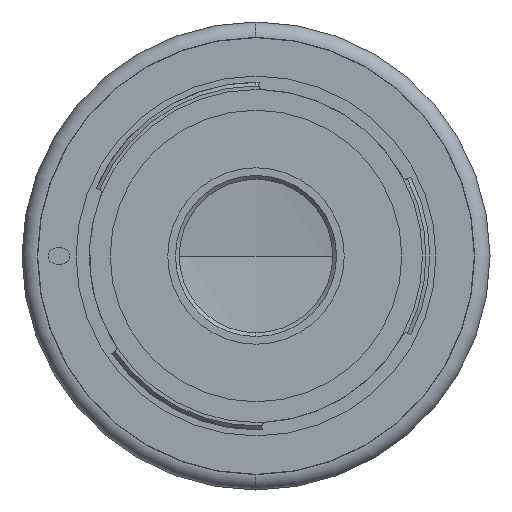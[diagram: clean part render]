
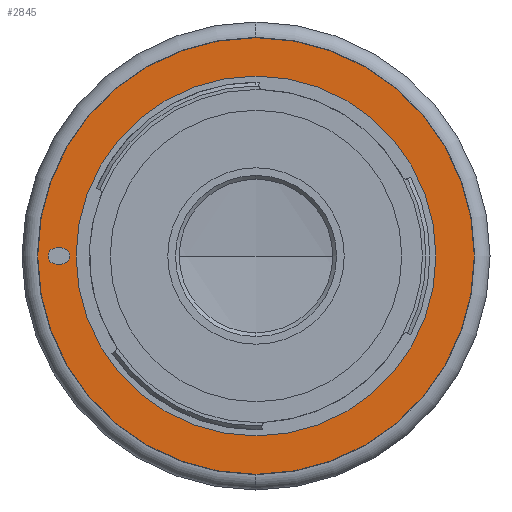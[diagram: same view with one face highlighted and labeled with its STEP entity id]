
A CAD part, left-side view. The second image highlights one B-rep face of the part: STEP entity #2845.
In plain terms, the highlighted planar face has unit normal (-1, 0, 0).
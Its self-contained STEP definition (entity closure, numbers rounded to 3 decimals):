
#216 = CARTESIAN_POINT ( 'NONE',  ( -59.582, -23.45, 0. ) ) ;
#227 = VERTEX_POINT ( 'NONE', #3453 ) ;
#339 = EDGE_LOOP ( 'NONE', ( #5847, #2949, #3846, #4862 ) ) ;
#428 = ORIENTED_EDGE ( 'NONE', *, *, #1229, .T. ) ;
#474 = CARTESIAN_POINT ( 'NONE',  ( -59.582, 0., 0. ) ) ;
#604 = EDGE_LOOP ( 'NONE', ( #5842, #1177 ) ) ;
#669 = CARTESIAN_POINT ( 'NONE',  ( -59.582, 0., 0. ) ) ;
#717 = DIRECTION ( 'NONE',  ( 0., 0., 1. ) ) ;
#738 = DIRECTION ( 'NONE',  ( -1., 0., 0. ) ) ;
#754 = EDGE_LOOP ( 'NONE', ( #3727, #428 ) ) ;
#809 = FACE_BOUND ( 'NONE', #604, .T. ) ;
#887 = CARTESIAN_POINT ( 'NONE',  ( -59.582, 0., -28.45 ) ) ;
#923 = CIRCLE ( 'NONE', #1154, 23.45 ) ;
#951 = CARTESIAN_POINT ( 'NONE',  ( -59.582, 0., 23.45 ) ) ;
#972 = DIRECTION ( 'NONE',  ( 0., 0., -1. ) ) ;
#1112 = AXIS2_PLACEMENT_3D ( 'NONE', #474, #3924, #972 ) ;
#1145 = DIRECTION ( 'NONE',  ( -1., 0., 0. ) ) ;
#1154 = AXIS2_PLACEMENT_3D ( 'NONE', #669, #4113, #1158 ) ;
#1158 = DIRECTION ( 'NONE',  ( 0., 0., -1. ) ) ;
#1177 = ORIENTED_EDGE ( 'NONE', *, *, #2502, .F. ) ;
#1229 = EDGE_CURVE ( 'NONE', #227, #5547, #4538, .T. ) ;
#1343 = CARTESIAN_POINT ( 'NONE',  ( -59.582, 25.35, -1.05 ) ) ;
#1489 = CARTESIAN_POINT ( 'NONE',  ( -59.582, 26.05, 0. ) ) ;
#1491 = LINE ( 'NONE', #1343, #2810 ) ;
#1552 = AXIS2_PLACEMENT_3D ( 'NONE', #1489, #4946, #1988 ) ;
#1606 = CARTESIAN_POINT ( 'NONE',  ( -59.582, 26.05, -1.05 ) ) ;
#1988 = DIRECTION ( 'NONE',  ( 0., 0., -1. ) ) ;
#1993 = EDGE_CURVE ( 'NONE', #5547, #227, #2297, .T. ) ;
#2107 = CARTESIAN_POINT ( 'NONE',  ( -59.582, 0., -23.45 ) ) ;
#2131 = FACE_OUTER_BOUND ( 'NONE', #754, .T. ) ;
#2189 = DIRECTION ( 'NONE',  ( -1., 0., 0. ) ) ;
#2291 = CARTESIAN_POINT ( 'NONE',  ( -59.582, 25.35, 1.05 ) ) ;
#2297 = CIRCLE ( 'NONE', #2928, 28.45 ) ;
#2420 = LINE ( 'NONE', #2291, #3744 ) ;
#2502 = EDGE_CURVE ( 'NONE', #6047, #2706, #4675, .T. ) ;
#2654 = VERTEX_POINT ( 'NONE', #1606 ) ;
#2706 = VERTEX_POINT ( 'NONE', #2107 ) ;
#2794 = AXIS2_PLACEMENT_3D ( 'NONE', #4096, #1145, #4599 ) ;
#2810 = VECTOR ( 'NONE', #4312, 1000. ) ;
#2845 = ADVANCED_FACE ( 'NONE', ( #3285, #809, #2131 ), #4627, .F. ) ;
#2928 = AXIS2_PLACEMENT_3D ( 'NONE', #5144, #2189, #5646 ) ;
#2949 = ORIENTED_EDGE ( 'NONE', *, *, #3662, .F. ) ;
#2951 = EDGE_CURVE ( 'NONE', #3335, #5146, #2420, .T. ) ;
#3285 = FACE_BOUND ( 'NONE', #339, .T. ) ;
#3335 = VERTEX_POINT ( 'NONE', #4219 ) ;
#3453 = CARTESIAN_POINT ( 'NONE',  ( -59.582, 0., 28.45 ) ) ;
#3475 = CARTESIAN_POINT ( 'NONE',  ( -59.582, 25.35, -1.05 ) ) ;
#3662 = EDGE_CURVE ( 'NONE', #5749, #3335, #4746, .T. ) ;
#3683 = DIRECTION ( 'NONE',  ( 1., 0., 0. ) ) ;
#3698 = CARTESIAN_POINT ( 'NONE',  ( -59.582, 0., 0. ) ) ;
#3727 = ORIENTED_EDGE ( 'NONE', *, *, #1993, .T. ) ;
#3744 = VECTOR ( 'NONE', #5244, 1000. ) ;
#3842 = AXIS2_PLACEMENT_3D ( 'NONE', #216, #3683, #717 ) ;
#3846 = ORIENTED_EDGE ( 'NONE', *, *, #3983, .F. ) ;
#3924 = DIRECTION ( 'NONE',  ( -1., 0., 0. ) ) ;
#3961 = CIRCLE ( 'NONE', #1552, 1.05 ) ;
#3983 = EDGE_CURVE ( 'NONE', #2654, #5749, #1491, .T. ) ;
#4096 = CARTESIAN_POINT ( 'NONE',  ( -59.582, 25.35, 0. ) ) ;
#4113 = DIRECTION ( 'NONE',  ( -1., 0., 0. ) ) ;
#4192 = DIRECTION ( 'NONE',  ( 0., 0., -1. ) ) ;
#4219 = CARTESIAN_POINT ( 'NONE',  ( -59.582, 25.35, 1.05 ) ) ;
#4312 = DIRECTION ( 'NONE',  ( 0., -1., 0. ) ) ;
#4538 = CIRCLE ( 'NONE', #6184, 28.45 ) ;
#4599 = DIRECTION ( 'NONE',  ( 0., 0., -1. ) ) ;
#4627 = PLANE ( 'NONE',  #3842 ) ;
#4675 = CIRCLE ( 'NONE', #1112, 23.45 ) ;
#4746 = CIRCLE ( 'NONE', #2794, 1.05 ) ;
#4862 = ORIENTED_EDGE ( 'NONE', *, *, #5685, .F. ) ;
#4946 = DIRECTION ( 'NONE',  ( -1., 0., 0. ) ) ;
#5144 = CARTESIAN_POINT ( 'NONE',  ( -59.582, 0., 0. ) ) ;
#5146 = VERTEX_POINT ( 'NONE', #5434 ) ;
#5244 = DIRECTION ( 'NONE',  ( 0., 1., 0. ) ) ;
#5434 = CARTESIAN_POINT ( 'NONE',  ( -59.582, 26.05, 1.05 ) ) ;
#5547 = VERTEX_POINT ( 'NONE', #887 ) ;
#5646 = DIRECTION ( 'NONE',  ( 0., 0., -1. ) ) ;
#5685 = EDGE_CURVE ( 'NONE', #5146, #2654, #3961, .T. ) ;
#5749 = VERTEX_POINT ( 'NONE', #3475 ) ;
#5842 = ORIENTED_EDGE ( 'NONE', *, *, #6313, .F. ) ;
#5847 = ORIENTED_EDGE ( 'NONE', *, *, #2951, .F. ) ;
#6047 = VERTEX_POINT ( 'NONE', #951 ) ;
#6184 = AXIS2_PLACEMENT_3D ( 'NONE', #3698, #738, #4192 ) ;
#6313 = EDGE_CURVE ( 'NONE', #2706, #6047, #923, .T. ) ;
